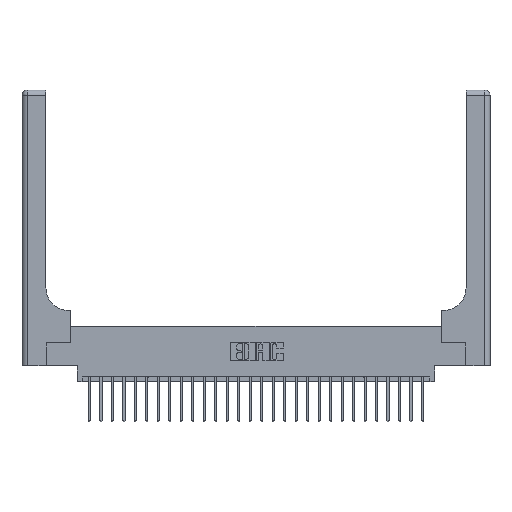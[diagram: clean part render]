
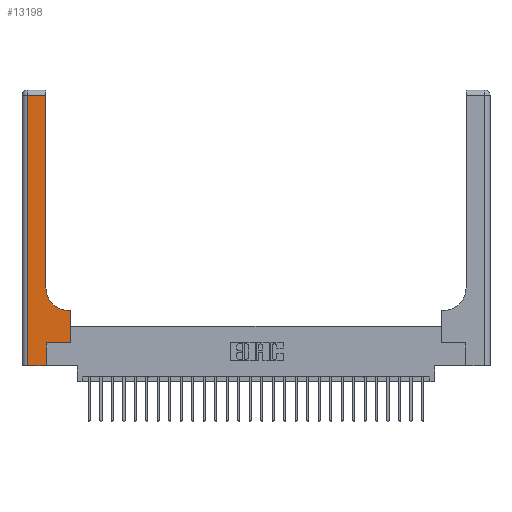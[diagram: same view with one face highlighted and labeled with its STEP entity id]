
A CAD part, top view. The second image highlights one B-rep face of the part: STEP entity #13198.
In plain terms, the highlighted planar face has unit normal (0, 0, 1).
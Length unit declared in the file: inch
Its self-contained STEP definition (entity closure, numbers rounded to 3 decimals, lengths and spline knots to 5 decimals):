
#66 = DIRECTION ( 'NONE',  ( 0., -1., 0. ) ) ;
#189 = CARTESIAN_POINT ( 'NONE',  ( 0.06, 2.94, 0.37 ) ) ;
#742 = PLANE ( 'NONE',  #18383 ) ;
#1366 = DIRECTION ( 'NONE',  ( 0., 1., 0. ) ) ;
#1901 = VECTOR ( 'NONE', #66, 39.37008 ) ;
#1963 = VECTOR ( 'NONE', #5059, 39.37008 ) ;
#2357 = VECTOR ( 'NONE', #1366, 39.37008 ) ;
#2993 = CARTESIAN_POINT ( 'NONE',  ( 0., 2.94, 0.37 ) ) ;
#3819 = CARTESIAN_POINT ( 'NONE',  ( 0.26, 3., 0.37 ) ) ;
#3901 = DIRECTION ( 'NONE',  ( 0., 1., 0. ) ) ;
#4604 = VERTEX_POINT ( 'NONE', #189 ) ;
#4817 = CARTESIAN_POINT ( 'NONE',  ( 0.265, 0., 0.37 ) ) ;
#4875 = DIRECTION ( 'NONE',  ( 0., 0., -1. ) ) ;
#5059 = DIRECTION ( 'NONE',  ( -1., 0., 0. ) ) ;
#5356 = VERTEX_POINT ( 'NONE', #24052 ) ;
#5838 = CARTESIAN_POINT ( 'NONE',  ( 0.51, 0.85, 0.37 ) ) ;
#6551 = ORIENTED_EDGE ( 'NONE', *, *, #22474, .T. ) ;
#6637 = LINE ( 'NONE', #10676, #21051 ) ;
#6941 = EDGE_CURVE ( 'NONE', #15811, #15224, #6637, .T. ) ;
#7438 = ORIENTED_EDGE ( 'NONE', *, *, #25427, .T. ) ;
#7842 = LINE ( 'NONE', #25902, #2357 ) ;
#7919 = DIRECTION ( 'NONE',  ( 1., 0., 0. ) ) ;
#8073 = LINE ( 'NONE', #2993, #1963 ) ;
#8084 = CARTESIAN_POINT ( 'NONE',  ( 0.06, 0., 0.37 ) ) ;
#8264 = CARTESIAN_POINT ( 'NONE',  ( 0.06, 3., 0.37 ) ) ;
#9281 = EDGE_CURVE ( 'NONE', #22937, #5356, #7842, .T. ) ;
#9510 = CARTESIAN_POINT ( 'NONE',  ( 0.528, 0.6, 0.37 ) ) ;
#10102 = EDGE_LOOP ( 'NONE', ( #18859, #22163, #7438, #22580, #11388, #6551, #14154, #12496, #11150 ) ) ;
#10174 = LINE ( 'NONE', #13048, #20425 ) ;
#10274 = VECTOR ( 'NONE', #3901, 39.37008 ) ;
#10676 = CARTESIAN_POINT ( 'NONE',  ( 0.26, 0.6, 0.37 ) ) ;
#11058 = CARTESIAN_POINT ( 'NONE',  ( 0.26, 2.94, 0.37 ) ) ;
#11072 = DIRECTION ( 'NONE',  ( 0., 1., 0. ) ) ;
#11150 = ORIENTED_EDGE ( 'NONE', *, *, #12732, .T. ) ;
#11388 = ORIENTED_EDGE ( 'NONE', *, *, #9281, .T. ) ;
#11455 = VERTEX_POINT ( 'NONE', #13698 ) ;
#12496 = ORIENTED_EDGE ( 'NONE', *, *, #6941, .T. ) ;
#12718 = DIRECTION ( 'NONE',  ( -1., 0., 0. ) ) ;
#12732 = EDGE_CURVE ( 'NONE', #15224, #11455, #18322, .T. ) ;
#13048 = CARTESIAN_POINT ( 'NONE',  ( 0., 0., 0.37 ) ) ;
#13198 = ADVANCED_FACE ( 'NONE', ( #24454 ), #742, .F. ) ;
#13242 = EDGE_CURVE ( 'NONE', #17217, #4604, #8073, .T. ) ;
#13698 = CARTESIAN_POINT ( 'NONE',  ( 0.26, 0.85, 0.37 ) ) ;
#14062 = VERTEX_POINT ( 'NONE', #8084 ) ;
#14154 = ORIENTED_EDGE ( 'NONE', *, *, #20088, .T. ) ;
#15224 = VERTEX_POINT ( 'NONE', #15878 ) ;
#15811 = VERTEX_POINT ( 'NONE', #9510 ) ;
#15878 = CARTESIAN_POINT ( 'NONE',  ( 0.51, 0.6, 0.37 ) ) ;
#16625 = EDGE_CURVE ( 'NONE', #14062, #22937, #10174, .T. ) ;
#17127 = CARTESIAN_POINT ( 'NONE',  ( 0., 3., 0.37 ) ) ;
#17217 = VERTEX_POINT ( 'NONE', #11058 ) ;
#17730 = DIRECTION ( 'NONE',  ( 1., 0., 0. ) ) ;
#18044 = CARTESIAN_POINT ( 'NONE',  ( 0.528, 0.25, 0.37 ) ) ;
#18301 = LINE ( 'NONE', #21281, #22499 ) ;
#18322 = CIRCLE ( 'NONE', #24594, 0.25 ) ;
#18383 = AXIS2_PLACEMENT_3D ( 'NONE', #17127, #4875, #19218 ) ;
#18555 = VECTOR ( 'NONE', #17730, 39.37008 ) ;
#18859 = ORIENTED_EDGE ( 'NONE', *, *, #21850, .T. ) ;
#18877 = LINE ( 'NONE', #8264, #1901 ) ;
#19218 = DIRECTION ( 'NONE',  ( -1., 0., 0. ) ) ;
#19720 = CARTESIAN_POINT ( 'NONE',  ( 0.265, 0.25, 0.37 ) ) ;
#20088 = EDGE_CURVE ( 'NONE', #25935, #15811, #18301, .T. ) ;
#20164 = DIRECTION ( 'NONE',  ( 0., 0., -1. ) ) ;
#20425 = VECTOR ( 'NONE', #25342, 39.37008 ) ;
#21051 = VECTOR ( 'NONE', #12718, 39.37008 ) ;
#21158 = LINE ( 'NONE', #3819, #10274 ) ;
#21281 = CARTESIAN_POINT ( 'NONE',  ( 0.528, 0.25, 0.37 ) ) ;
#21850 = EDGE_CURVE ( 'NONE', #11455, #17217, #21158, .T. ) ;
#22163 = ORIENTED_EDGE ( 'NONE', *, *, #13242, .T. ) ;
#22474 = EDGE_CURVE ( 'NONE', #5356, #25935, #24068, .T. ) ;
#22499 = VECTOR ( 'NONE', #11072, 39.37008 ) ;
#22580 = ORIENTED_EDGE ( 'NONE', *, *, #16625, .T. ) ;
#22937 = VERTEX_POINT ( 'NONE', #4817 ) ;
#24052 = CARTESIAN_POINT ( 'NONE',  ( 0.265, 0.25, 0.37 ) ) ;
#24068 = LINE ( 'NONE', #19720, #18555 ) ;
#24454 = FACE_OUTER_BOUND ( 'NONE', #10102, .T. ) ;
#24594 = AXIS2_PLACEMENT_3D ( 'NONE', #5838, #20164, #7919 ) ;
#25342 = DIRECTION ( 'NONE',  ( 1., 0., 0. ) ) ;
#25427 = EDGE_CURVE ( 'NONE', #4604, #14062, #18877, .T. ) ;
#25902 = CARTESIAN_POINT ( 'NONE',  ( 0.265, 0., 0.37 ) ) ;
#25935 = VERTEX_POINT ( 'NONE', #18044 ) ;
